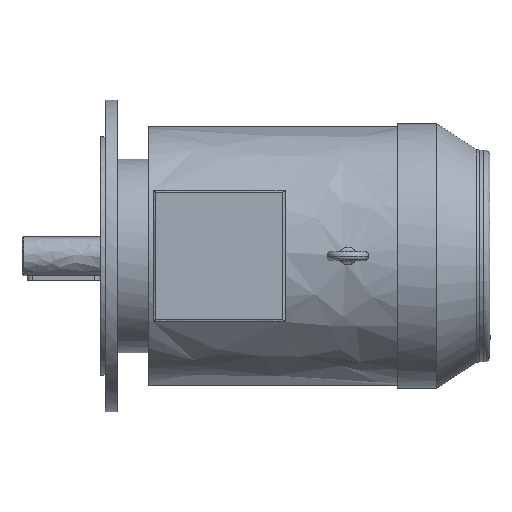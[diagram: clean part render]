
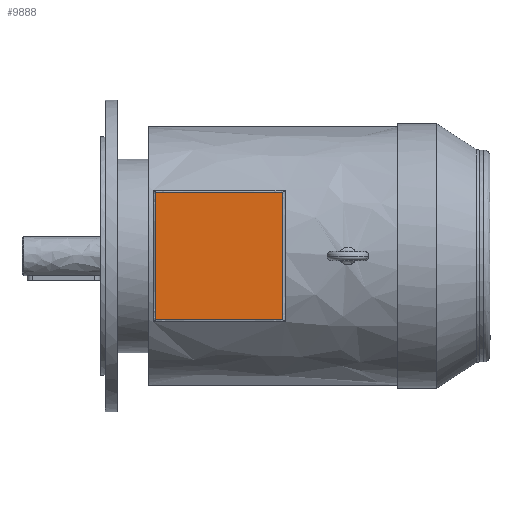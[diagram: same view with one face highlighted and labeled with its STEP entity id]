
A CAD part, front view. The second image highlights one B-rep face of the part: STEP entity #9888.
In plain terms, the highlighted free-form (B-spline) face has degree [1, 1] with [2, 2] control points.
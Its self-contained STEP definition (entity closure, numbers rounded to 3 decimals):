
#9888 = ADVANCED_FACE('',(#9889),#9902,.T.);
#9889 = FACE_BOUND('',#9890,.T.);
#9890 = EDGE_LOOP('',(#9891,#9912,#9926,#9940));
#9891 = ORIENTED_EDGE('',*,*,#9892,.T.);
#9892 = EDGE_CURVE('',#9893,#9895,#9897,.T.);
#9893 = VERTEX_POINT('',#9894);
#9894 = CARTESIAN_POINT('',(171.5,-188.,-61.5));
#9895 = VERTEX_POINT('',#9896);
#9896 = CARTESIAN_POINT('',(171.5,-188.,61.5));
#9897 = SURFACE_CURVE('',#9898,(#9901),.PCURVE_S1.);
#9898 = B_SPLINE_CURVE_WITH_KNOTS('',1,(#9899,#9900),.UNSPECIFIED.,.F.,
  .F.,(2,2),(-0.125,-0.002),.PIECEWISE_BEZIER_KNOTS.);
#9899 = CARTESIAN_POINT('',(171.5,-188.,-61.5));
#9900 = CARTESIAN_POINT('',(171.5,-188.,61.5));
#9901 = PCURVE('',#9902,#9907);
#9902 = B_SPLINE_SURFACE_WITH_KNOTS('',1,1,(
    (#9903,#9904)
    ,(#9905,#9906
    )),.UNSPECIFIED.,.F.,.F.,.F.,(2,2),(2,2),(0.,1.),(0.,1.),
  .PIECEWISE_BEZIER_KNOTS.);
#9903 = CARTESIAN_POINT('',(48.5,-188.,61.5));
#9904 = CARTESIAN_POINT('',(171.5,-188.,61.5));
#9905 = CARTESIAN_POINT('',(48.5,-188.,-61.5));
#9906 = CARTESIAN_POINT('',(171.5,-188.,-61.5));
#9907 = DEFINITIONAL_REPRESENTATION('',(#9908),#9911);
#9908 = B_SPLINE_CURVE_WITH_KNOTS('',1,(#9909,#9910),.UNSPECIFIED.,.F.,
  .F.,(2,2),(-0.125,-0.002),.PIECEWISE_BEZIER_KNOTS.);
#9909 = CARTESIAN_POINT('',(1.,1.));
#9910 = CARTESIAN_POINT('',(0.,1.));
#9911 = ( GEOMETRIC_REPRESENTATION_CONTEXT(2) 
PARAMETRIC_REPRESENTATION_CONTEXT() REPRESENTATION_CONTEXT('2D SPACE',''
  ) );
#9912 = ORIENTED_EDGE('',*,*,#9913,.T.);
#9913 = EDGE_CURVE('',#9895,#9914,#9916,.T.);
#9914 = VERTEX_POINT('',#9915);
#9915 = CARTESIAN_POINT('',(48.5,-188.,61.5));
#9916 = SURFACE_CURVE('',#9917,(#9920),.PCURVE_S1.);
#9917 = B_SPLINE_CURVE_WITH_KNOTS('',1,(#9918,#9919),.UNSPECIFIED.,.F.,
  .F.,(2,2),(-0.125,-0.002),.PIECEWISE_BEZIER_KNOTS.);
#9918 = CARTESIAN_POINT('',(171.5,-188.,61.5));
#9919 = CARTESIAN_POINT('',(48.5,-188.,61.5));
#9920 = PCURVE('',#9902,#9921);
#9921 = DEFINITIONAL_REPRESENTATION('',(#9922),#9925);
#9922 = B_SPLINE_CURVE_WITH_KNOTS('',1,(#9923,#9924),.UNSPECIFIED.,.F.,
  .F.,(2,2),(-0.125,-0.002),.PIECEWISE_BEZIER_KNOTS.);
#9923 = CARTESIAN_POINT('',(0.,1.));
#9924 = CARTESIAN_POINT('',(0.,0.));
#9925 = ( GEOMETRIC_REPRESENTATION_CONTEXT(2) 
PARAMETRIC_REPRESENTATION_CONTEXT() REPRESENTATION_CONTEXT('2D SPACE',''
  ) );
#9926 = ORIENTED_EDGE('',*,*,#9927,.T.);
#9927 = EDGE_CURVE('',#9914,#9928,#9930,.T.);
#9928 = VERTEX_POINT('',#9929);
#9929 = CARTESIAN_POINT('',(48.5,-188.,-61.5));
#9930 = SURFACE_CURVE('',#9931,(#9934),.PCURVE_S1.);
#9931 = B_SPLINE_CURVE_WITH_KNOTS('',1,(#9932,#9933),.UNSPECIFIED.,.F.,
  .F.,(2,2),(-0.125,-0.002),.PIECEWISE_BEZIER_KNOTS.);
#9932 = CARTESIAN_POINT('',(48.5,-188.,61.5));
#9933 = CARTESIAN_POINT('',(48.5,-188.,-61.5));
#9934 = PCURVE('',#9902,#9935);
#9935 = DEFINITIONAL_REPRESENTATION('',(#9936),#9939);
#9936 = B_SPLINE_CURVE_WITH_KNOTS('',1,(#9937,#9938),.UNSPECIFIED.,.F.,
  .F.,(2,2),(-0.125,-0.002),.PIECEWISE_BEZIER_KNOTS.);
#9937 = CARTESIAN_POINT('',(0.,0.));
#9938 = CARTESIAN_POINT('',(1.,0.));
#9939 = ( GEOMETRIC_REPRESENTATION_CONTEXT(2) 
PARAMETRIC_REPRESENTATION_CONTEXT() REPRESENTATION_CONTEXT('2D SPACE',''
  ) );
#9940 = ORIENTED_EDGE('',*,*,#9941,.T.);
#9941 = EDGE_CURVE('',#9928,#9893,#9942,.T.);
#9942 = SURFACE_CURVE('',#9943,(#9946),.PCURVE_S1.);
#9943 = B_SPLINE_CURVE_WITH_KNOTS('',1,(#9944,#9945),.UNSPECIFIED.,.F.,
  .F.,(2,2),(-0.125,-0.002),.PIECEWISE_BEZIER_KNOTS.);
#9944 = CARTESIAN_POINT('',(48.5,-188.,-61.5));
#9945 = CARTESIAN_POINT('',(171.5,-188.,-61.5));
#9946 = PCURVE('',#9902,#9947);
#9947 = DEFINITIONAL_REPRESENTATION('',(#9948),#9951);
#9948 = B_SPLINE_CURVE_WITH_KNOTS('',1,(#9949,#9950),.UNSPECIFIED.,.F.,
  .F.,(2,2),(-0.125,-0.002),.PIECEWISE_BEZIER_KNOTS.);
#9949 = CARTESIAN_POINT('',(1.,0.));
#9950 = CARTESIAN_POINT('',(1.,1.));
#9951 = ( GEOMETRIC_REPRESENTATION_CONTEXT(2) 
PARAMETRIC_REPRESENTATION_CONTEXT() REPRESENTATION_CONTEXT('2D SPACE',''
  ) );
